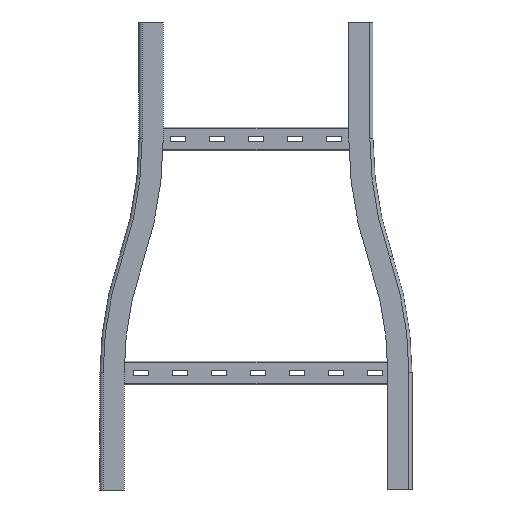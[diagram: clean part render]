
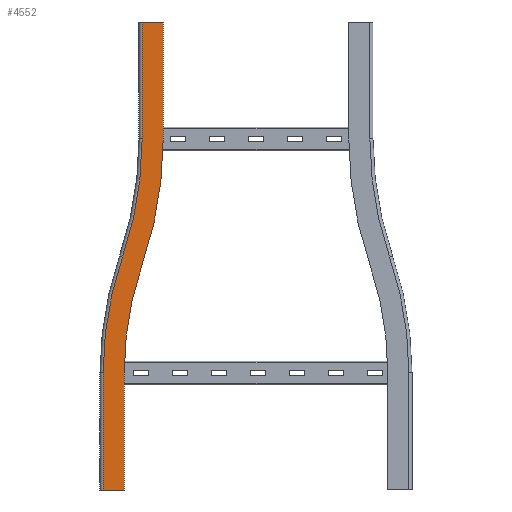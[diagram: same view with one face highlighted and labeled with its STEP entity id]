
A CAD part, front view. The second image highlights one B-rep face of the part: STEP entity #4552.
In plain terms, the highlighted planar face has unit normal (0, -1, 0).
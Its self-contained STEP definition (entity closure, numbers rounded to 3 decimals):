
#124=CIRCLE('',#4886,458.5);
#125=CIRCLE('',#4888,431.5);
#146=CIRCLE('',#4919,466.5);
#147=CIRCLE('',#4921,493.5);
#388=FACE_OUTER_BOUND('',#664,.T.);
#664=EDGE_LOOP('',(#3285,#3286,#3287,#3288,#3289,#3290,#3291,#3292,#3293,
#3294));
#932=LINE('',#6726,#1438);
#934=LINE('',#6732,#1440);
#967=LINE('',#6900,#1473);
#1017=LINE('',#7010,#1523);
#1018=LINE('',#7012,#1524);
#1019=LINE('',#7013,#1525);
#1438=VECTOR('',#5343,10.);
#1440=VECTOR('',#5347,10.);
#1473=VECTOR('',#5544,10.);
#1523=VECTOR('',#5654,10.);
#1524=VECTOR('',#5655,10.);
#1525=VECTOR('',#5656,10.);
#1937=VERTEX_POINT('',#6722);
#1938=VERTEX_POINT('',#6724);
#1940=VERTEX_POINT('',#6729);
#1941=VERTEX_POINT('',#6731);
#1966=VERTEX_POINT('',#6798);
#1968=VERTEX_POINT('',#6803);
#1982=VERTEX_POINT('',#6852);
#1984=VERTEX_POINT('',#6857);
#2024=VERTEX_POINT('',#7006);
#2025=VERTEX_POINT('',#7011);
#2348=EDGE_CURVE('',#1937,#1938,#932,.T.);
#2350=EDGE_CURVE('',#1940,#1941,#934,.T.);
#2383=EDGE_CURVE('',#1966,#1937,#124,.T.);
#2385=EDGE_CURVE('',#1968,#1940,#125,.T.);
#2410=EDGE_CURVE('',#1982,#1966,#146,.T.);
#2412=EDGE_CURVE('',#1984,#1968,#147,.T.);
#2435=EDGE_CURVE('',#1941,#1938,#967,.T.);
#2491=EDGE_CURVE('',#1982,#2024,#1017,.T.);
#2492=EDGE_CURVE('',#2025,#1984,#1018,.T.);
#2493=EDGE_CURVE('',#2024,#2025,#1019,.T.);
#3285=ORIENTED_EDGE('',*,*,#2491,.F.);
#3286=ORIENTED_EDGE('',*,*,#2410,.T.);
#3287=ORIENTED_EDGE('',*,*,#2383,.T.);
#3288=ORIENTED_EDGE('',*,*,#2348,.T.);
#3289=ORIENTED_EDGE('',*,*,#2435,.F.);
#3290=ORIENTED_EDGE('',*,*,#2350,.F.);
#3291=ORIENTED_EDGE('',*,*,#2385,.F.);
#3292=ORIENTED_EDGE('',*,*,#2412,.F.);
#3293=ORIENTED_EDGE('',*,*,#2492,.F.);
#3294=ORIENTED_EDGE('',*,*,#2493,.F.);
#4333=PLANE('',#4974);
#4552=ADVANCED_FACE('',(#388),#4333,.F.);
#4886=AXIS2_PLACEMENT_3D('',#6800,#5413,#5414);
#4888=AXIS2_PLACEMENT_3D('',#6805,#5418,#5419);
#4919=AXIS2_PLACEMENT_3D('',#6854,#5484,#5485);
#4921=AXIS2_PLACEMENT_3D('',#6859,#5489,#5490);
#4974=AXIS2_PLACEMENT_3D('',#7009,#5652,#5653);
#5343=DIRECTION('',(0.,0.,-1.));
#5347=DIRECTION('',(0.,0.,-1.));
#5413=DIRECTION('center_axis',(0.,-1.,0.));
#5414=DIRECTION('ref_axis',(-0.946,0.,0.324));
#5418=DIRECTION('center_axis',(0.,-1.,0.));
#5419=DIRECTION('ref_axis',(-0.946,0.,0.324));
#5484=DIRECTION('center_axis',(0.,1.,0.));
#5485=DIRECTION('ref_axis',(1.,0.,0.));
#5489=DIRECTION('center_axis',(0.,1.,0.));
#5490=DIRECTION('ref_axis',(1.,0.,0.));
#5544=DIRECTION('',(-1.,0.,0.));
#5652=DIRECTION('center_axis',(0.,1.,0.));
#5653=DIRECTION('ref_axis',(0.,0.,1.));
#5654=DIRECTION('',(0.,0.,1.));
#5655=DIRECTION('',(0.,0.,-1.));
#5656=DIRECTION('',(1.,0.,0.));
#6722=CARTESIAN_POINT('',(-77.,0.,-300.));
#6724=CARTESIAN_POINT('',(-77.,0.,-450.));
#6726=CARTESIAN_POINT('',(-77.,0.,-300.));
#6729=CARTESIAN_POINT('',(-50.,0.,-300.));
#6731=CARTESIAN_POINT('',(-50.,0.,-450.));
#6732=CARTESIAN_POINT('',(-50.,0.,-300.));
#6798=CARTESIAN_POINT('',(-52.216,0.,-151.297));
#6800=CARTESIAN_POINT('Origin',(381.5,0.,-300.));
#6803=CARTESIAN_POINT('',(-26.676,0.,-160.054));
#6805=CARTESIAN_POINT('Origin',(381.5,0.,-300.));
#6852=CARTESIAN_POINT('',(-27.,0.,0.));
#6854=CARTESIAN_POINT('Origin',(-493.5,0.,
0.));
#6857=CARTESIAN_POINT('',(0.,0.,0.));
#6859=CARTESIAN_POINT('Origin',(-493.5,0.,
0.));
#6900=CARTESIAN_POINT('',(-50.,0.,-450.));
#7006=CARTESIAN_POINT('',(-27.,0.,150.));
#7009=CARTESIAN_POINT('Origin',(-50.786,0.,
75.));
#7010=CARTESIAN_POINT('',(-27.,0.,75.));
#7011=CARTESIAN_POINT('',(0.,0.,150.));
#7012=CARTESIAN_POINT('',(0.,0.,0.));
#7013=CARTESIAN_POINT('',(0.,0.,150.));
